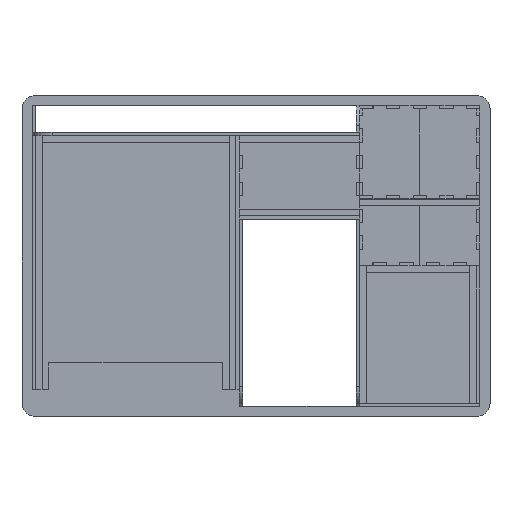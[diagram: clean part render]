
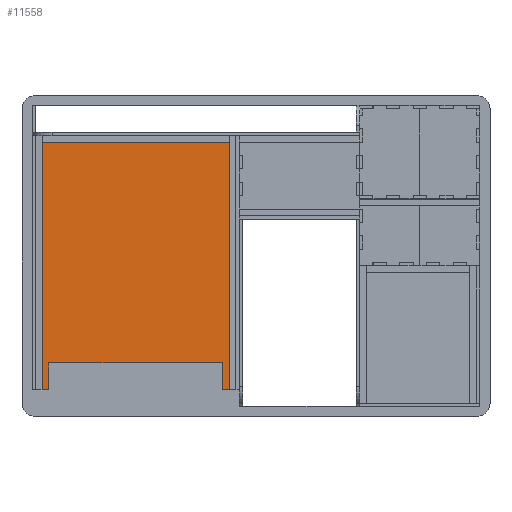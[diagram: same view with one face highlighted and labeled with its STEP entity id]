
A CAD part, top view. The second image highlights one B-rep face of the part: STEP entity #11558.
In plain terms, the highlighted planar face has unit normal (0, 0, 1).
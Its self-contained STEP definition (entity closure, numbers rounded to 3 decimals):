
#10936 = VERTEX_POINT('',#10937);
#10937 = CARTESIAN_POINT('',(0.,0.,3.175));
#10944 = PLANE('',#10945);
#10945 = AXIS2_PLACEMENT_3D('',#10946,#10947,#10948);
#10946 = CARTESIAN_POINT('',(0.,-0.,0.));
#10947 = DIRECTION('',(-1.,0.,0.));
#10948 = DIRECTION('',(0.,1.,0.));
#10956 = PLANE('',#10957);
#10957 = AXIS2_PLACEMENT_3D('',#10958,#10959,#10960);
#10958 = CARTESIAN_POINT('',(0.,-0.,0.));
#10959 = DIRECTION('',(-0.,1.,0.));
#10960 = DIRECTION('',(1.,0.,0.));
#10968 = EDGE_CURVE('',#10936,#10969,#10971,.T.);
#10969 = VERTEX_POINT('',#10970);
#10970 = CARTESIAN_POINT('',(0.,241.3,3.175));
#10971 = SURFACE_CURVE('',#10972,(#10976,#10983),.PCURVE_S1.);
#10972 = LINE('',#10973,#10974);
#10973 = CARTESIAN_POINT('',(0.,0.,3.175));
#10974 = VECTOR('',#10975,1.);
#10975 = DIRECTION('',(0.,1.,0.));
#10976 = PCURVE('',#10944,#10977);
#10977 = DEFINITIONAL_REPRESENTATION('',(#10978),#10982);
#10978 = LINE('',#10979,#10980);
#10979 = CARTESIAN_POINT('',(0.,-3.175));
#10980 = VECTOR('',#10981,1.);
#10981 = DIRECTION('',(1.,0.));
#10982 = ( GEOMETRIC_REPRESENTATION_CONTEXT(2) 
PARAMETRIC_REPRESENTATION_CONTEXT() REPRESENTATION_CONTEXT('2D SPACE',''
  ) );
#10983 = PCURVE('',#10984,#10989);
#10984 = PLANE('',#10985);
#10985 = AXIS2_PLACEMENT_3D('',#10986,#10987,#10988);
#10986 = CARTESIAN_POINT('',(95.25,119.239,3.175));
#10987 = DIRECTION('',(-0.,-0.,-1.));
#10988 = DIRECTION('',(-1.,0.,0.));
#10989 = DEFINITIONAL_REPRESENTATION('',(#10990),#10994);
#10990 = LINE('',#10991,#10992);
#10991 = CARTESIAN_POINT('',(95.25,-119.239));
#10992 = VECTOR('',#10993,1.);
#10993 = DIRECTION('',(0.,1.));
#10994 = ( GEOMETRIC_REPRESENTATION_CONTEXT(2) 
PARAMETRIC_REPRESENTATION_CONTEXT() REPRESENTATION_CONTEXT('2D SPACE',''
  ) );
#11012 = PLANE('',#11013);
#11013 = AXIS2_PLACEMENT_3D('',#11014,#11015,#11016);
#11014 = CARTESIAN_POINT('',(0.,241.3,0.));
#11015 = DIRECTION('',(0.,1.,0.));
#11016 = DIRECTION('',(1.,0.,0.));
#11054 = EDGE_CURVE('',#10969,#11055,#11057,.T.);
#11055 = VERTEX_POINT('',#11056);
#11056 = CARTESIAN_POINT('',(190.5,241.3,3.175));
#11057 = SURFACE_CURVE('',#11058,(#11062,#11069),.PCURVE_S1.);
#11058 = LINE('',#11059,#11060);
#11059 = CARTESIAN_POINT('',(0.,241.3,3.175));
#11060 = VECTOR('',#11061,1.);
#11061 = DIRECTION('',(1.,0.,0.));
#11062 = PCURVE('',#11012,#11063);
#11063 = DEFINITIONAL_REPRESENTATION('',(#11064),#11068);
#11064 = LINE('',#11065,#11066);
#11065 = CARTESIAN_POINT('',(0.,-3.175));
#11066 = VECTOR('',#11067,1.);
#11067 = DIRECTION('',(1.,0.));
#11068 = ( GEOMETRIC_REPRESENTATION_CONTEXT(2) 
PARAMETRIC_REPRESENTATION_CONTEXT() REPRESENTATION_CONTEXT('2D SPACE',''
  ) );
#11069 = PCURVE('',#10984,#11070);
#11070 = DEFINITIONAL_REPRESENTATION('',(#11071),#11075);
#11071 = LINE('',#11072,#11073);
#11072 = CARTESIAN_POINT('',(95.25,122.061));
#11073 = VECTOR('',#11074,1.);
#11074 = DIRECTION('',(-1.,0.));
#11075 = ( GEOMETRIC_REPRESENTATION_CONTEXT(2) 
PARAMETRIC_REPRESENTATION_CONTEXT() REPRESENTATION_CONTEXT('2D SPACE',''
  ) );
#11093 = PLANE('',#11094);
#11094 = AXIS2_PLACEMENT_3D('',#11095,#11096,#11097);
#11095 = CARTESIAN_POINT('',(190.5,241.3,0.));
#11096 = DIRECTION('',(1.,0.,0.));
#11097 = DIRECTION('',(0.,-1.,0.));
#11130 = EDGE_CURVE('',#11055,#11131,#11133,.T.);
#11131 = VERTEX_POINT('',#11132);
#11132 = CARTESIAN_POINT('',(190.5,0.,3.175));
#11133 = SURFACE_CURVE('',#11134,(#11138,#11145),.PCURVE_S1.);
#11134 = LINE('',#11135,#11136);
#11135 = CARTESIAN_POINT('',(190.5,241.3,3.175));
#11136 = VECTOR('',#11137,1.);
#11137 = DIRECTION('',(0.,-1.,0.));
#11138 = PCURVE('',#11093,#11139);
#11139 = DEFINITIONAL_REPRESENTATION('',(#11140),#11144);
#11140 = LINE('',#11141,#11142);
#11141 = CARTESIAN_POINT('',(0.,-3.175));
#11142 = VECTOR('',#11143,1.);
#11143 = DIRECTION('',(1.,0.));
#11144 = ( GEOMETRIC_REPRESENTATION_CONTEXT(2) 
PARAMETRIC_REPRESENTATION_CONTEXT() REPRESENTATION_CONTEXT('2D SPACE',''
  ) );
#11145 = PCURVE('',#10984,#11146);
#11146 = DEFINITIONAL_REPRESENTATION('',(#11147),#11151);
#11147 = LINE('',#11148,#11149);
#11148 = CARTESIAN_POINT('',(-95.25,122.061));
#11149 = VECTOR('',#11150,1.);
#11150 = DIRECTION('',(0.,-1.));
#11151 = ( GEOMETRIC_REPRESENTATION_CONTEXT(2) 
PARAMETRIC_REPRESENTATION_CONTEXT() REPRESENTATION_CONTEXT('2D SPACE',''
  ) );
#11169 = PLANE('',#11170);
#11170 = AXIS2_PLACEMENT_3D('',#11171,#11172,#11173);
#11171 = CARTESIAN_POINT('',(190.5,0.,0.));
#11172 = DIRECTION('',(0.,-1.,0.));
#11173 = DIRECTION('',(-1.,0.,0.));
#11206 = EDGE_CURVE('',#11131,#11207,#11209,.T.);
#11207 = VERTEX_POINT('',#11208);
#11208 = CARTESIAN_POINT('',(177.8,0.,3.175));
#11209 = SURFACE_CURVE('',#11210,(#11214,#11221),.PCURVE_S1.);
#11210 = LINE('',#11211,#11212);
#11211 = CARTESIAN_POINT('',(190.5,0.,3.175));
#11212 = VECTOR('',#11213,1.);
#11213 = DIRECTION('',(-1.,0.,0.));
#11214 = PCURVE('',#11169,#11215);
#11215 = DEFINITIONAL_REPRESENTATION('',(#11216),#11220);
#11216 = LINE('',#11217,#11218);
#11217 = CARTESIAN_POINT('',(0.,-3.175));
#11218 = VECTOR('',#11219,1.);
#11219 = DIRECTION('',(1.,0.));
#11220 = ( GEOMETRIC_REPRESENTATION_CONTEXT(2) 
PARAMETRIC_REPRESENTATION_CONTEXT() REPRESENTATION_CONTEXT('2D SPACE',''
  ) );
#11221 = PCURVE('',#10984,#11222);
#11222 = DEFINITIONAL_REPRESENTATION('',(#11223),#11227);
#11223 = LINE('',#11224,#11225);
#11224 = CARTESIAN_POINT('',(-95.25,-119.239));
#11225 = VECTOR('',#11226,1.);
#11226 = DIRECTION('',(1.,0.));
#11227 = ( GEOMETRIC_REPRESENTATION_CONTEXT(2) 
PARAMETRIC_REPRESENTATION_CONTEXT() REPRESENTATION_CONTEXT('2D SPACE',''
  ) );
#11245 = PLANE('',#11246);
#11246 = AXIS2_PLACEMENT_3D('',#11247,#11248,#11249);
#11247 = CARTESIAN_POINT('',(177.8,25.4,0.));
#11248 = DIRECTION('',(1.,0.,0.));
#11249 = DIRECTION('',(0.,-1.,0.));
#11284 = VERTEX_POINT('',#11285);
#11285 = CARTESIAN_POINT('',(177.8,25.4,3.175));
#11299 = PLANE('',#11300);
#11300 = AXIS2_PLACEMENT_3D('',#11301,#11302,#11303);
#11301 = CARTESIAN_POINT('',(12.7,25.4,0.));
#11302 = DIRECTION('',(0.,1.,0.));
#11303 = DIRECTION('',(1.,0.,0.));
#11311 = EDGE_CURVE('',#11284,#11207,#11312,.T.);
#11312 = SURFACE_CURVE('',#11313,(#11317,#11324),.PCURVE_S1.);
#11313 = LINE('',#11314,#11315);
#11314 = CARTESIAN_POINT('',(177.8,25.4,3.175));
#11315 = VECTOR('',#11316,1.);
#11316 = DIRECTION('',(0.,-1.,0.));
#11317 = PCURVE('',#11245,#11318);
#11318 = DEFINITIONAL_REPRESENTATION('',(#11319),#11323);
#11319 = LINE('',#11320,#11321);
#11320 = CARTESIAN_POINT('',(0.,-3.175));
#11321 = VECTOR('',#11322,1.);
#11322 = DIRECTION('',(1.,0.));
#11323 = ( GEOMETRIC_REPRESENTATION_CONTEXT(2) 
PARAMETRIC_REPRESENTATION_CONTEXT() REPRESENTATION_CONTEXT('2D SPACE',''
  ) );
#11324 = PCURVE('',#10984,#11325);
#11325 = DEFINITIONAL_REPRESENTATION('',(#11326),#11330);
#11326 = LINE('',#11327,#11328);
#11327 = CARTESIAN_POINT('',(-82.55,-93.839));
#11328 = VECTOR('',#11329,1.);
#11329 = DIRECTION('',(0.,-1.));
#11330 = ( GEOMETRIC_REPRESENTATION_CONTEXT(2) 
PARAMETRIC_REPRESENTATION_CONTEXT() REPRESENTATION_CONTEXT('2D SPACE',''
  ) );
#11360 = VERTEX_POINT('',#11361);
#11361 = CARTESIAN_POINT('',(12.7,25.4,3.175));
#11375 = PLANE('',#11376);
#11376 = AXIS2_PLACEMENT_3D('',#11377,#11378,#11379);
#11377 = CARTESIAN_POINT('',(12.7,25.4,0.));
#11378 = DIRECTION('',(1.,0.,0.));
#11379 = DIRECTION('',(0.,-1.,0.));
#11387 = EDGE_CURVE('',#11360,#11284,#11388,.T.);
#11388 = SURFACE_CURVE('',#11389,(#11393,#11400),.PCURVE_S1.);
#11389 = LINE('',#11390,#11391);
#11390 = CARTESIAN_POINT('',(12.7,25.4,3.175));
#11391 = VECTOR('',#11392,1.);
#11392 = DIRECTION('',(1.,0.,0.));
#11393 = PCURVE('',#11299,#11394);
#11394 = DEFINITIONAL_REPRESENTATION('',(#11395),#11399);
#11395 = LINE('',#11396,#11397);
#11396 = CARTESIAN_POINT('',(0.,-3.175));
#11397 = VECTOR('',#11398,1.);
#11398 = DIRECTION('',(1.,0.));
#11399 = ( GEOMETRIC_REPRESENTATION_CONTEXT(2) 
PARAMETRIC_REPRESENTATION_CONTEXT() REPRESENTATION_CONTEXT('2D SPACE',''
  ) );
#11400 = PCURVE('',#10984,#11401);
#11401 = DEFINITIONAL_REPRESENTATION('',(#11402),#11406);
#11402 = LINE('',#11403,#11404);
#11403 = CARTESIAN_POINT('',(82.55,-93.839));
#11404 = VECTOR('',#11405,1.);
#11405 = DIRECTION('',(-1.,0.));
#11406 = ( GEOMETRIC_REPRESENTATION_CONTEXT(2) 
PARAMETRIC_REPRESENTATION_CONTEXT() REPRESENTATION_CONTEXT('2D SPACE',''
  ) );
#11434 = EDGE_CURVE('',#11360,#11435,#11437,.T.);
#11435 = VERTEX_POINT('',#11436);
#11436 = CARTESIAN_POINT('',(12.7,0.,3.175));
#11437 = SURFACE_CURVE('',#11438,(#11442,#11449),.PCURVE_S1.);
#11438 = LINE('',#11439,#11440);
#11439 = CARTESIAN_POINT('',(12.7,25.4,3.175));
#11440 = VECTOR('',#11441,1.);
#11441 = DIRECTION('',(0.,-1.,0.));
#11442 = PCURVE('',#11375,#11443);
#11443 = DEFINITIONAL_REPRESENTATION('',(#11444),#11448);
#11444 = LINE('',#11445,#11446);
#11445 = CARTESIAN_POINT('',(0.,-3.175));
#11446 = VECTOR('',#11447,1.);
#11447 = DIRECTION('',(1.,0.));
#11448 = ( GEOMETRIC_REPRESENTATION_CONTEXT(2) 
PARAMETRIC_REPRESENTATION_CONTEXT() REPRESENTATION_CONTEXT('2D SPACE',''
  ) );
#11449 = PCURVE('',#10984,#11450);
#11450 = DEFINITIONAL_REPRESENTATION('',(#11451),#11455);
#11451 = LINE('',#11452,#11453);
#11452 = CARTESIAN_POINT('',(82.55,-93.839));
#11453 = VECTOR('',#11454,1.);
#11454 = DIRECTION('',(0.,-1.));
#11455 = ( GEOMETRIC_REPRESENTATION_CONTEXT(2) 
PARAMETRIC_REPRESENTATION_CONTEXT() REPRESENTATION_CONTEXT('2D SPACE',''
  ) );
#11505 = EDGE_CURVE('',#10936,#11435,#11506,.T.);
#11506 = SURFACE_CURVE('',#11507,(#11511,#11518),.PCURVE_S1.);
#11507 = LINE('',#11508,#11509);
#11508 = CARTESIAN_POINT('',(0.,0.,3.175));
#11509 = VECTOR('',#11510,1.);
#11510 = DIRECTION('',(1.,0.,0.));
#11511 = PCURVE('',#10956,#11512);
#11512 = DEFINITIONAL_REPRESENTATION('',(#11513),#11517);
#11513 = LINE('',#11514,#11515);
#11514 = CARTESIAN_POINT('',(0.,-3.175));
#11515 = VECTOR('',#11516,1.);
#11516 = DIRECTION('',(1.,0.));
#11517 = ( GEOMETRIC_REPRESENTATION_CONTEXT(2) 
PARAMETRIC_REPRESENTATION_CONTEXT() REPRESENTATION_CONTEXT('2D SPACE',''
  ) );
#11518 = PCURVE('',#10984,#11519);
#11519 = DEFINITIONAL_REPRESENTATION('',(#11520),#11524);
#11520 = LINE('',#11521,#11522);
#11521 = CARTESIAN_POINT('',(95.25,-119.239));
#11522 = VECTOR('',#11523,1.);
#11523 = DIRECTION('',(-1.,0.));
#11524 = ( GEOMETRIC_REPRESENTATION_CONTEXT(2) 
PARAMETRIC_REPRESENTATION_CONTEXT() REPRESENTATION_CONTEXT('2D SPACE',''
  ) );
#11558 = ADVANCED_FACE('',(#11559),#10984,.F.);
#11559 = FACE_BOUND('',#11560,.F.);
#11560 = EDGE_LOOP('',(#11561,#11562,#11563,#11564,#11565,#11566,#11567,
    #11568));
#11561 = ORIENTED_EDGE('',*,*,#10968,.T.);
#11562 = ORIENTED_EDGE('',*,*,#11054,.T.);
#11563 = ORIENTED_EDGE('',*,*,#11130,.T.);
#11564 = ORIENTED_EDGE('',*,*,#11206,.T.);
#11565 = ORIENTED_EDGE('',*,*,#11311,.F.);
#11566 = ORIENTED_EDGE('',*,*,#11387,.F.);
#11567 = ORIENTED_EDGE('',*,*,#11434,.T.);
#11568 = ORIENTED_EDGE('',*,*,#11505,.F.);
